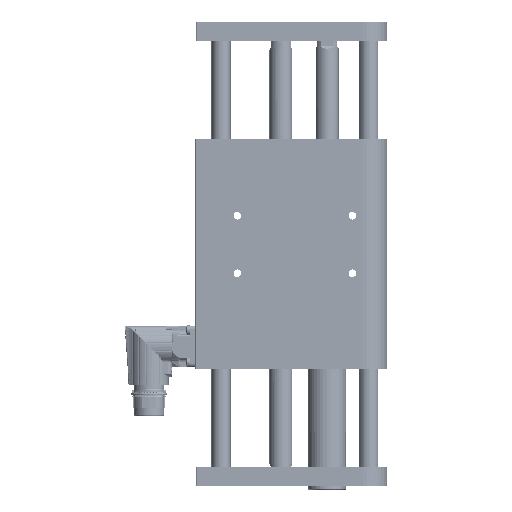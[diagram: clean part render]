
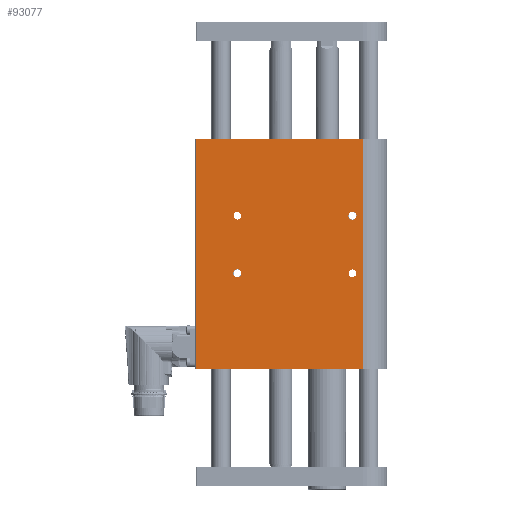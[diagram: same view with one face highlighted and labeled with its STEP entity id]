
A CAD part, left-side view. The second image highlights one B-rep face of the part: STEP entity #93077.
In plain terms, the highlighted planar face has unit normal (-1, 0, 0).
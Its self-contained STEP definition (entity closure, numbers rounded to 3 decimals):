
#3015 = CARTESIAN_POINT ( 'NONE',  ( -12.5, -82., 82.15 ) ) ;
#3270 = CARTESIAN_POINT ( 'NONE',  ( -12.5, -0.5, 0. ) ) ;
#3933 = CARTESIAN_POINT ( 'NONE',  ( -12.5, -22., 80. ) ) ;
#10502 = EDGE_LOOP ( 'NONE', ( #10992, #25536, #94400, #49327 ) ) ;
#10992 = ORIENTED_EDGE ( 'NONE', *, *, #75897, .F. ) ;
#11287 = AXIS2_PLACEMENT_3D ( 'NONE', #108331, #31364, #88782 ) ;
#13430 = EDGE_CURVE ( 'NONE', #102664, #102664, #78505, .T. ) ;
#13820 = FACE_BOUND ( 'NONE', #56232, .T. ) ;
#14457 = CARTESIAN_POINT ( 'NONE',  ( -12.5, 0., 120. ) ) ;
#16376 = VERTEX_POINT ( 'NONE', #35290 ) ;
#17740 = EDGE_CURVE ( 'NONE', #40595, #65656, #76464, .T. ) ;
#18152 = CARTESIAN_POINT ( 'NONE',  ( -12.5, -0.5, 120. ) ) ;
#19396 = CARTESIAN_POINT ( 'NONE',  ( -12.5, -0.5, 120. ) ) ;
#21965 = AXIS2_PLACEMENT_3D ( 'NONE', #14457, #54137, #78281 ) ;
#22262 = AXIS2_PLACEMENT_3D ( 'NONE', #28344, #58947, #90918 ) ;
#22428 = CARTESIAN_POINT ( 'NONE',  ( -12.5, -87.5, 120. ) ) ;
#23104 = ORIENTED_EDGE ( 'NONE', *, *, #118608, .T. ) ;
#25536 = ORIENTED_EDGE ( 'NONE', *, *, #113585, .T. ) ;
#28344 = CARTESIAN_POINT ( 'NONE',  ( -12.5, -82., 80. ) ) ;
#31364 = DIRECTION ( 'NONE',  ( 1., 0., 0. ) ) ;
#31965 = VECTOR ( 'NONE', #95544, 1000. ) ;
#32727 = ORIENTED_EDGE ( 'NONE', *, *, #44434, .T. ) ;
#33233 = VECTOR ( 'NONE', #78109, 1000. ) ;
#33268 = DIRECTION ( 'NONE',  ( 0., -1., 0. ) ) ;
#35290 = CARTESIAN_POINT ( 'NONE',  ( -12.5, -82., 48. ) ) ;
#39892 = CIRCLE ( 'NONE', #121027, 2. ) ;
#40595 = VERTEX_POINT ( 'NONE', #3270 ) ;
#44434 = EDGE_CURVE ( 'NONE', #16376, #16376, #80082, .T. ) ;
#48257 = CARTESIAN_POINT ( 'NONE',  ( -12.5, -22., 52.15 ) ) ;
#49000 = EDGE_CURVE ( 'NONE', #128435, #128435, #119935, .T. ) ;
#49327 = ORIENTED_EDGE ( 'NONE', *, *, #121260, .F. ) ;
#49920 = VECTOR ( 'NONE', #33268, 1000. ) ;
#51978 = CARTESIAN_POINT ( 'NONE',  ( -12.5, -87.5, 0. ) ) ;
#53494 = FACE_BOUND ( 'NONE', #123171, .T. ) ;
#54137 = DIRECTION ( 'NONE',  ( 1., 0., 0. ) ) ;
#56232 = EDGE_LOOP ( 'NONE', ( #23104 ) ) ;
#58947 = DIRECTION ( 'NONE',  ( -1., 0., 0. ) ) ;
#59785 = VERTEX_POINT ( 'NONE', #99641 ) ;
#61414 = EDGE_LOOP ( 'NONE', ( #110420 ) ) ;
#62761 = DIRECTION ( 'NONE',  ( 0., 0., 1. ) ) ;
#65656 = VERTEX_POINT ( 'NONE', #51978 ) ;
#66658 = CARTESIAN_POINT ( 'NONE',  ( -12.5, 0., 0. ) ) ;
#72583 = CARTESIAN_POINT ( 'NONE',  ( -12.5, -22., 50. ) ) ;
#75897 = EDGE_CURVE ( 'NONE', #84974, #92521, #122579, .T. ) ;
#76464 = LINE ( 'NONE', #66658, #107176 ) ;
#78109 = DIRECTION ( 'NONE',  ( 0., 0., -1. ) ) ;
#78281 = DIRECTION ( 'NONE',  ( 0., 1., 0. ) ) ;
#78505 = CIRCLE ( 'NONE', #22262, 2.15 ) ;
#78996 = ORIENTED_EDGE ( 'NONE', *, *, #13430, .F. ) ;
#80082 = CIRCLE ( 'NONE', #11287, 2. ) ;
#80476 = EDGE_LOOP ( 'NONE', ( #78996 ) ) ;
#83580 = FACE_BOUND ( 'NONE', #80476, .T. ) ;
#84730 = CARTESIAN_POINT ( 'NONE',  ( -12.5, 0., 120. ) ) ;
#84974 = VERTEX_POINT ( 'NONE', #18152 ) ;
#85088 = LINE ( 'NONE', #105288, #31965 ) ;
#88782 = DIRECTION ( 'NONE',  ( 0., 0., -1. ) ) ;
#90918 = DIRECTION ( 'NONE',  ( 0., 0., 1. ) ) ;
#92521 = VERTEX_POINT ( 'NONE', #22428 ) ;
#93077 = ADVANCED_FACE ( 'NONE', ( #13820, #53494, #93353, #83580, #114186 ), #123307, .F. ) ;
#93163 = DIRECTION ( 'NONE',  ( 1., 0., 0. ) ) ;
#93353 = FACE_BOUND ( 'NONE', #61414, .T. ) ;
#94400 = ORIENTED_EDGE ( 'NONE', *, *, #17740, .T. ) ;
#95544 = DIRECTION ( 'NONE',  ( 0., 0., -1. ) ) ;
#99277 = DIRECTION ( 'NONE',  ( 0., -1., 0. ) ) ;
#99641 = CARTESIAN_POINT ( 'NONE',  ( -12.5, -22., 78. ) ) ;
#102664 = VERTEX_POINT ( 'NONE', #3015 ) ;
#103578 = DIRECTION ( 'NONE',  ( 0., 0., -1. ) ) ;
#105288 = CARTESIAN_POINT ( 'NONE',  ( -12.5, -87.5, 120. ) ) ;
#107176 = VECTOR ( 'NONE', #99277, 1000. ) ;
#107356 = AXIS2_PLACEMENT_3D ( 'NONE', #72583, #110431, #62761 ) ;
#108331 = CARTESIAN_POINT ( 'NONE',  ( -12.5, -82., 50. ) ) ;
#110420 = ORIENTED_EDGE ( 'NONE', *, *, #49000, .F. ) ;
#110431 = DIRECTION ( 'NONE',  ( -1., 0., 0. ) ) ;
#113585 = EDGE_CURVE ( 'NONE', #84974, #40595, #117843, .T. ) ;
#114186 = FACE_OUTER_BOUND ( 'NONE', #10502, .T. ) ;
#117843 = LINE ( 'NONE', #19396, #33233 ) ;
#118608 = EDGE_CURVE ( 'NONE', #59785, #59785, #39892, .T. ) ;
#119935 = CIRCLE ( 'NONE', #107356, 2.15 ) ;
#121027 = AXIS2_PLACEMENT_3D ( 'NONE', #3933, #93163, #103578 ) ;
#121260 = EDGE_CURVE ( 'NONE', #92521, #65656, #85088, .T. ) ;
#122579 = LINE ( 'NONE', #84730, #49920 ) ;
#123171 = EDGE_LOOP ( 'NONE', ( #32727 ) ) ;
#123307 = PLANE ( 'NONE',  #21965 ) ;
#128435 = VERTEX_POINT ( 'NONE', #48257 ) ;
